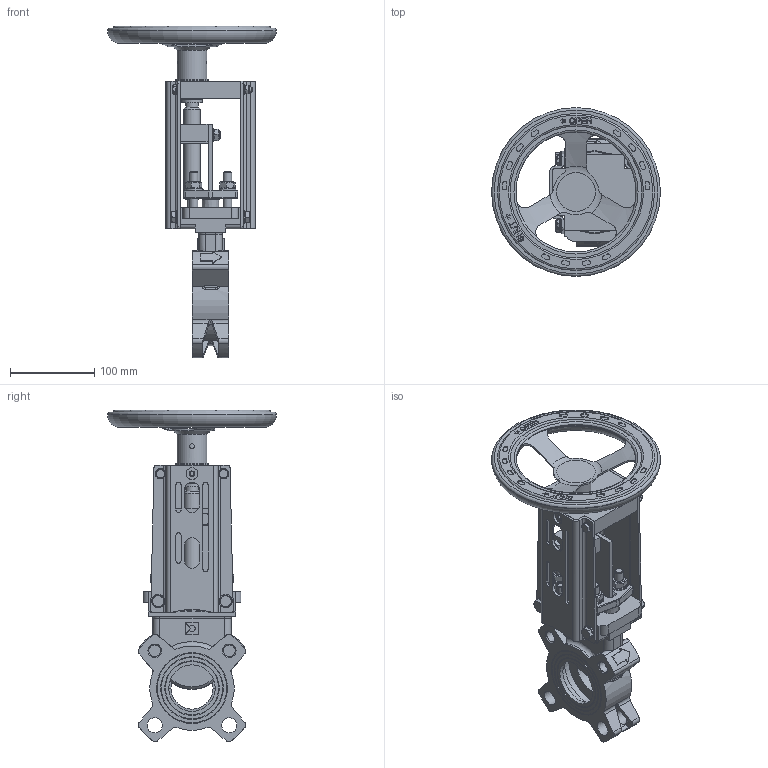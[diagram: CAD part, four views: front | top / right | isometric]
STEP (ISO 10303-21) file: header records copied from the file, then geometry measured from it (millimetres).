
FILE_DESCRIPTION(/* description */ (''),/* implementation_level */ '2;1');
FILE_NAME(/* name */ 'WGM25N-DN50_105839.step',/* time_stamp */ '2025-06-27T14:34:36+02:00',/* author */ (''),/* organization */ (''),/* preprocessor_version */ 'ST-DEVELOPER v20.1',/* originating_system */ 'Autodesk Translation Framework v14.10.0.0',/* authorisation */ '');
FILE_SCHEMA (('AUTOMOTIVE_DESIGN { 1 0 10303 214 3 1 1 }'));
Length unit declared in the file: millimetre
Products named in the file (24): WGE-GG-SOF-050_MW; WGS-BO-GG-SOF-050-K; SCH0162-04-01-B; WGS-ST-MW-050; WGS-SN-050-065; WGS-KN-XXX-050; WGS-GL-GG-050; WGS-PL-MW-CS-050; SCH0250-02-01-B; WGS-BR-CS-B-050; WGS-BR-CS-F-050; BRA-400X155X15; WGS-MW-200; DIN 931-1  (Regelgewinde) - ersetzt durch DIN EN 24 014 M8 x 50; DIN 934  (Regelgewinde) - ersetzt durch DIN EN 24 032 M8; DIN 128 A8; DIN 835  (Regelgewinde) M10 x 40; DIN 125-1  B B 10.5; DIN 934  (Regelgewinde) - ersetzt durch DIN EN 24 032 M10; DIN 933  (Regelgewinde) - ersetzt durch DIN EN 24 017 M8  x 14; DIN 125-1  B B 8.4; DIN 933  (Regelgewinde) - ersetzt durch DIN EN 24 017 M6  x 90; DIN 125-1  B B 6.4; DIN 934  (Regelgewinde) - ersetzt durch DIN EN 24 032 M6
Assembly tree (46 placements, depth 2):
  WGE-GG-SOF-050_MW
    WGS-BO-GG-SOF-050-K
    SCH0162-04-01-B
    WGS-ST-MW-050
    WGS-SN-050-065
    WGS-KN-XXX-050
    DIN 931-1  (Regelgewinde) - ersetzt durch DIN EN 24 014 M8 x 50  x2
    DIN 934  (Regelgewinde) - ersetzt durch DIN EN 24 032 M8  x2
    DIN 128 A8  x2
    WGS-GL-GG-050
    WGS-PL-MW-CS-050
    SCH0250-02-01-B
    DIN 835  (Regelgewinde) M10 x 40  x4
    DIN 125-1  B B 10.5  x4
    DIN 934  (Regelgewinde) - ersetzt durch DIN EN 24 032 M10  x4
    WGS-BR-CS-B-050
    WGS-BR-CS-F-050
    DIN 933  (Regelgewinde) - ersetzt durch DIN EN 24 017 M8  x 14  x4
    DIN 125-1  B B 8.4  x4
    BRA-400X155X15
    DIN 933  (Regelgewinde) - ersetzt durch DIN EN 24 017 M6  x 90  x2
    DIN 125-1  B B 6.4  x4
    DIN 934  (Regelgewinde) - ersetzt durch DIN EN 24 032 M6  x2
    WGS-MW-200
Bounding box: 200 x 200 x 392.62 mm (x, y, z)
Volume: 1265334.1 mm3; surface area: 388728.1 mm2
Topology: 46 solids, 46 shells, 1447 faces, 3531 edges, 2244 vertices
Faces by surface type: plane 651, cylinder 409, cone 159, bspline 146, torus 66, sphere 16
Full cylindrical faces by diameter (mm): 4.917 x3, 5.459 x2, 6 x3, 6.25 x6, 6.4 x4, 6.5 x6, 6.647 x6, 7.323 x4, 8 x6, 8.376 x8, 8.4 x4, 8.5 x4, 8.7 x2, 10 x4, 10.5 x4, 11.4 x4, 11.6 x4, 12 x4, 13.835 x4, 14 x1, 15 x4, 15.5 x1, 16 x6, 16.2 x2, 18 x4, 20 x5, 24 x1, 25 x2, 35 x1, 40 x1
Entity records: 40766 total; most frequent: CARTESIAN_POINT 11449, ORIENTED_EDGE 6058, DIRECTION 5703, EDGE_CURVE 3029, AXIS2_PLACEMENT_3D 2038, VERTEX_POINT 1946, LINE 1627, VECTOR 1627
